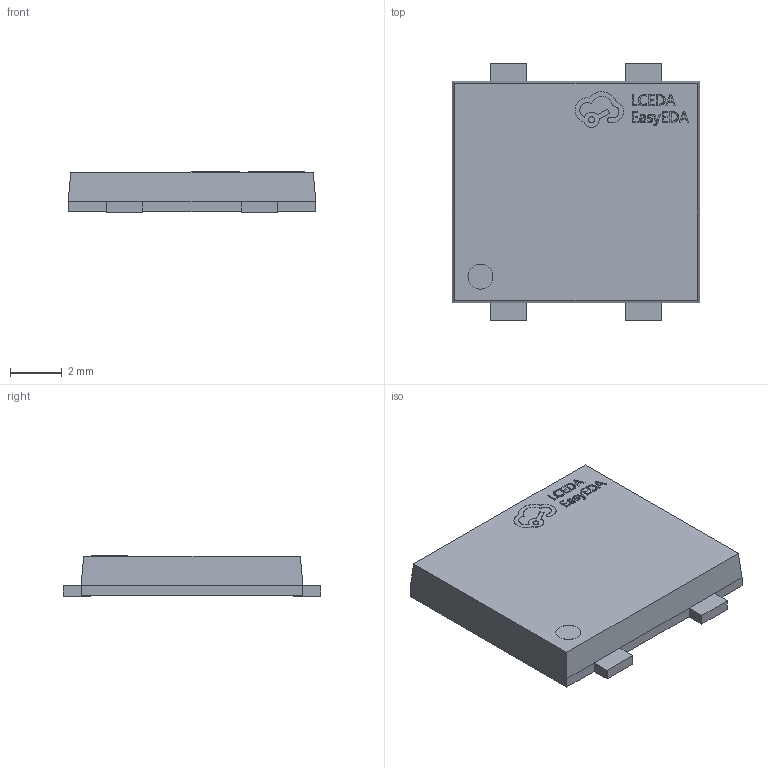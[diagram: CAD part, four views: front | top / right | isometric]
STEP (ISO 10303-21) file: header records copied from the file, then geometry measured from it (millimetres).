
FILE_DESCRIPTION (( 'STEP AP214' ), '1' );
FILE_NAME ('ULBF-4_L9.6-W8.6-P5.20-LS10.0-BL.STEP', '2022-08-28T10:24:39', ( 'Sky123.Org' ), ( 'Sky123.Org' ), 'SwSTEP 2.0', 'SolidWorks 2017', '' );
FILE_SCHEMA (( 'AUTOMOTIVE_DESIGN' ));
Length unit declared in the file: millimetre
Products named in the file (1): ULBF-4_L9.6-W8.6-P5.20-LS10.0-BL
Bounding box: 9.6 x 10 x 1.57 mm (x, y, z)
Volume: 127.5 mm3; surface area: 228.3 mm2
Topology: 1 solids, 1 shells, 265 faces, 717 edges, 474 vertices
Faces by surface type: plane 165, bspline 98, cylinder 2
Entity records: 9306 total; most frequent: CARTESIAN_POINT 2767, ORIENTED_EDGE 1434, DIRECTION 857, EDGE_CURVE 717, VECTOR 513, LINE 513, VERTEX_POINT 474, EDGE_LOOP 285
